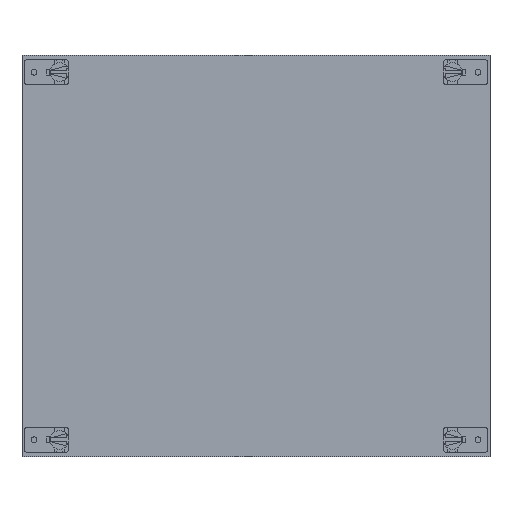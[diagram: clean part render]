
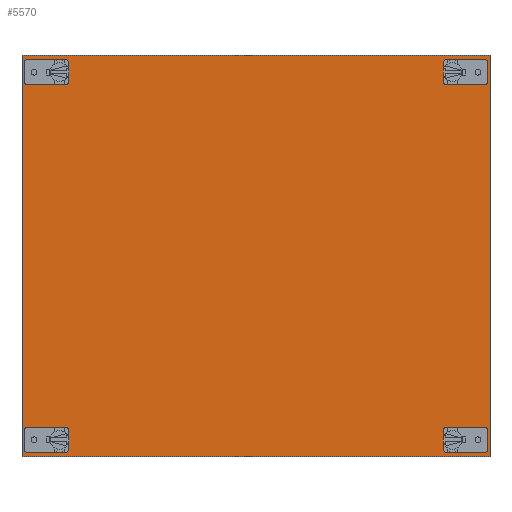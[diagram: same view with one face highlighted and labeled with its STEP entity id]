
A CAD part, top view. The second image highlights one B-rep face of the part: STEP entity #5570.
In plain terms, the highlighted planar face has unit normal (0, 0, 1).
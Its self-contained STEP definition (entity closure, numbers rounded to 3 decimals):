
#4606=DIRECTION('',(-1.,0.,0.));
#4607=VECTOR('',#4606,5.239);
#4608=CARTESIAN_POINT('',(206.65,160.31,1.));
#4609=LINE('',#4608,#4607);
#4620=DIRECTION('',(0.,-1.,0.));
#4621=VECTOR('',#4620,4.38);
#4622=CARTESIAN_POINT('',(206.65,164.69,1.));
#4623=LINE('',#4622,#4621);
#4627=DIRECTION('',(1.,0.,0.));
#4628=VECTOR('',#4627,5.239);
#4629=CARTESIAN_POINT('',(201.411,164.69,1.));
#4630=LINE('',#4629,#4628);
#4634=CARTESIAN_POINT('',(197.,162.5,1.));
#4635=DIRECTION('',(0.,0.,1.));
#4636=DIRECTION('',(0.896,0.445,0.));
#4637=AXIS2_PLACEMENT_3D('',#4634,#4635,#4636);
#4642=CARTESIAN_POINT('',(216.,162.5,1.));
#4643=DIRECTION('',(0.,0.,1.));
#4644=DIRECTION('',(-1.,0.,0.));
#4645=AXIS2_PLACEMENT_3D('',#4642,#4643,#4644);
#4650=CARTESIAN_POINT('',(216.,162.5,1.));
#4651=DIRECTION('',(0.,0.,1.));
#4652=DIRECTION('',(1.,0.,0.));
#4653=AXIS2_PLACEMENT_3D('',#4650,#4651,#4652);
#4658=CARTESIAN_POINT('',(216.,-112.5,1.));
#4659=DIRECTION('',(0.,0.,1.));
#4660=DIRECTION('',(-1.,0.,0.));
#4661=AXIS2_PLACEMENT_3D('',#4658,#4659,#4660);
#4666=CARTESIAN_POINT('',(216.,-112.5,1.));
#4667=DIRECTION('',(0.,0.,1.));
#4668=DIRECTION('',(1.,0.,0.));
#4669=AXIS2_PLACEMENT_3D('',#4666,#4667,#4668);
#4674=CARTESIAN_POINT('',(197.,-112.5,1.));
#4675=DIRECTION('',(0.,0.,1.));
#4676=DIRECTION('',(0.896,0.445,0.));
#4677=AXIS2_PLACEMENT_3D('',#4674,#4675,#4676);
#4682=DIRECTION('',(1.,0.,0.));
#4683=VECTOR('',#4682,5.239);
#4684=CARTESIAN_POINT('',(201.411,-114.69,1.));
#4685=LINE('',#4684,#4683);
#4689=DIRECTION('',(0.,1.,0.));
#4690=VECTOR('',#4689,4.38);
#4691=CARTESIAN_POINT('',(206.65,-114.69,1.));
#4692=LINE('',#4691,#4690);
#4696=DIRECTION('',(-1.,0.,0.));
#4697=VECTOR('',#4696,5.239);
#4698=CARTESIAN_POINT('',(206.65,-110.31,1.));
#4699=LINE('',#4698,#4697);
#4703=CARTESIAN_POINT('',(-116.,162.5,1.));
#4704=DIRECTION('',(0.,0.,1.));
#4705=DIRECTION('',(1.,0.,0.));
#4706=AXIS2_PLACEMENT_3D('',#4703,#4704,#4705);
#4711=CARTESIAN_POINT('',(-116.,162.5,1.));
#4712=DIRECTION('',(0.,0.,1.));
#4713=DIRECTION('',(-1.,0.,0.));
#4714=AXIS2_PLACEMENT_3D('',#4711,#4712,#4713);
#4719=CARTESIAN_POINT('',(-97.,-112.5,1.));
#4720=DIRECTION('',(0.,0.,1.));
#4721=DIRECTION('',(-0.896,-0.445,0.));
#4722=AXIS2_PLACEMENT_3D('',#4719,#4720,#4721);
#4727=DIRECTION('',(-1.,0.,0.));
#4728=VECTOR('',#4727,5.239);
#4729=CARTESIAN_POINT('',(-101.411,-110.31,1.));
#4730=LINE('',#4729,#4728);
#4734=DIRECTION('',(0.,-1.,0.));
#4735=VECTOR('',#4734,4.38);
#4736=CARTESIAN_POINT('',(-106.65,-110.31,1.));
#4737=LINE('',#4736,#4735);
#4741=DIRECTION('',(1.,0.,0.));
#4742=VECTOR('',#4741,5.239);
#4743=CARTESIAN_POINT('',(-106.65,-114.69,1.));
#4744=LINE('',#4743,#4742);
#4748=CARTESIAN_POINT('',(-116.,-112.5,1.));
#4749=DIRECTION('',(0.,0.,1.));
#4750=DIRECTION('',(1.,0.,0.));
#4751=AXIS2_PLACEMENT_3D('',#4748,#4749,#4750);
#4756=CARTESIAN_POINT('',(-116.,-112.5,1.));
#4757=DIRECTION('',(0.,0.,1.));
#4758=DIRECTION('',(-1.,0.,0.));
#4759=AXIS2_PLACEMENT_3D('',#4756,#4757,#4758);
#4764=CARTESIAN_POINT('',(-97.,162.5,1.));
#4765=DIRECTION('',(0.,0.,1.));
#4766=DIRECTION('',(-0.896,-0.445,0.));
#4767=AXIS2_PLACEMENT_3D('',#4764,#4765,#4766);
#4772=DIRECTION('',(0.,-1.,0.));
#4773=VECTOR('',#4772,300.);
#4774=CARTESIAN_POINT('',(225.,175.,1.));
#4775=LINE('',#4774,#4773);
#4954=DIRECTION('',(1.,0.,0.));
#4955=VECTOR('',#4954,5.239);
#4956=CARTESIAN_POINT('',(-106.65,164.69,1.));
#4957=LINE('',#4956,#4955);
#4968=DIRECTION('',(0.,1.,0.));
#4969=VECTOR('',#4968,4.38);
#4970=CARTESIAN_POINT('',(-106.65,160.31,1.));
#4971=LINE('',#4970,#4969);
#4975=DIRECTION('',(-1.,0.,0.));
#4976=VECTOR('',#4975,5.239);
#4977=CARTESIAN_POINT('',(-101.411,160.31,1.));
#4978=LINE('',#4977,#4976);
#4982=DIRECTION('',(-1.,0.,0.));
#4983=VECTOR('',#4982,350.);
#4984=CARTESIAN_POINT('',(225.,175.,1.));
#4985=LINE('',#4984,#4983);
#5087=DIRECTION('',(1.,0.,0.));
#5088=VECTOR('',#5087,350.);
#5089=CARTESIAN_POINT('',(-125.,-125.,1.));
#5090=LINE('',#5089,#5088);
#5192=DIRECTION('',(0.,-1.,0.));
#5193=VECTOR('',#5192,300.);
#5194=CARTESIAN_POINT('',(-125.,175.,1.));
#5195=LINE('',#5194,#5193);
#5235=CARTESIAN_POINT('',(-125.,175.,1.));
#5236=CARTESIAN_POINT('',(-125.,-125.,1.));
#5237=VERTEX_POINT('',#5235);
#5238=VERTEX_POINT('',#5236);
#5239=CARTESIAN_POINT('',(-111.75,162.5,1.));
#5240=CARTESIAN_POINT('',(-120.25,162.5,1.));
#5241=VERTEX_POINT('',#5239);
#5242=VERTEX_POINT('',#5240);
#5243=CARTESIAN_POINT('',(-101.411,-110.31,1.));
#5244=CARTESIAN_POINT('',(-106.65,-110.31,1.));
#5245=VERTEX_POINT('',#5243);
#5246=VERTEX_POINT('',#5244);
#5247=CARTESIAN_POINT('',(-106.65,-114.69,1.));
#5248=VERTEX_POINT('',#5247);
#5249=CARTESIAN_POINT('',(-101.411,-114.69,1.));
#5250=VERTEX_POINT('',#5249);
#5251=CARTESIAN_POINT('',(-111.75,-112.5,1.));
#5252=CARTESIAN_POINT('',(-120.25,-112.5,1.));
#5253=VERTEX_POINT('',#5251);
#5254=VERTEX_POINT('',#5252);
#5255=CARTESIAN_POINT('',(-106.65,164.69,1.));
#5256=CARTESIAN_POINT('',(-101.411,164.69,1.));
#5257=VERTEX_POINT('',#5255);
#5258=VERTEX_POINT('',#5256);
#5259=CARTESIAN_POINT('',(-106.65,160.31,1.));
#5260=VERTEX_POINT('',#5259);
#5261=CARTESIAN_POINT('',(-101.411,160.31,1.));
#5262=VERTEX_POINT('',#5261);
#5307=CARTESIAN_POINT('',(225.,175.,1.));
#5308=VERTEX_POINT('',#5307);
#5309=CARTESIAN_POINT('',(225.,-125.,1.));
#5310=VERTEX_POINT('',#5309);
#5311=CARTESIAN_POINT('',(211.75,162.5,1.));
#5312=CARTESIAN_POINT('',(220.25,162.5,1.));
#5313=VERTEX_POINT('',#5311);
#5314=VERTEX_POINT('',#5312);
#5315=CARTESIAN_POINT('',(206.65,160.31,1.));
#5316=CARTESIAN_POINT('',(201.411,160.31,1.));
#5317=VERTEX_POINT('',#5315);
#5318=VERTEX_POINT('',#5316);
#5319=CARTESIAN_POINT('',(206.65,164.69,1.));
#5320=VERTEX_POINT('',#5319);
#5321=CARTESIAN_POINT('',(201.411,164.69,1.));
#5322=VERTEX_POINT('',#5321);
#5323=CARTESIAN_POINT('',(201.411,-114.69,1.));
#5324=CARTESIAN_POINT('',(206.65,-114.69,1.));
#5325=VERTEX_POINT('',#5323);
#5326=VERTEX_POINT('',#5324);
#5327=CARTESIAN_POINT('',(206.65,-110.31,1.));
#5328=VERTEX_POINT('',#5327);
#5329=CARTESIAN_POINT('',(201.411,-110.31,1.));
#5330=VERTEX_POINT('',#5329);
#5331=CARTESIAN_POINT('',(211.75,-112.5,1.));
#5332=CARTESIAN_POINT('',(220.25,-112.5,1.));
#5333=VERTEX_POINT('',#5331);
#5334=VERTEX_POINT('',#5332);
#5495=CARTESIAN_POINT('',(0.,0.,1.));
#5496=DIRECTION('',(0.,0.,1.));
#5497=DIRECTION('',(1.,0.,0.));
#5498=AXIS2_PLACEMENT_3D('',#5495,#5496,#5497);
#5499=PLANE('',#5498);
#5501=ORIENTED_EDGE('',*,*,#5500,.F.);
#5503=ORIENTED_EDGE('',*,*,#5502,.T.);
#5505=ORIENTED_EDGE('',*,*,#5504,.F.);
#5507=ORIENTED_EDGE('',*,*,#5506,.F.);
#5508=EDGE_LOOP('',(#5501,#5503,#5505,#5507));
#5509=FACE_OUTER_BOUND('',#5508,.F.);
#5511=ORIENTED_EDGE('',*,*,#5510,.T.);
#5513=ORIENTED_EDGE('',*,*,#5512,.T.);
#5514=EDGE_LOOP('',(#5511,#5513));
#5515=FACE_BOUND('',#5514,.F.);
#5517=ORIENTED_EDGE('',*,*,#5516,.T.);
#5519=ORIENTED_EDGE('',*,*,#5518,.T.);
#5520=EDGE_LOOP('',(#5517,#5519));
#5521=FACE_BOUND('',#5520,.F.);
#5523=ORIENTED_EDGE('',*,*,#5522,.T.);
#5525=ORIENTED_EDGE('',*,*,#5524,.T.);
#5527=ORIENTED_EDGE('',*,*,#5526,.T.);
#5529=ORIENTED_EDGE('',*,*,#5528,.T.);
#5530=EDGE_LOOP('',(#5523,#5525,#5527,#5529));
#5531=FACE_BOUND('',#5530,.F.);
#5533=ORIENTED_EDGE('',*,*,#5532,.T.);
#5535=ORIENTED_EDGE('',*,*,#5534,.T.);
#5536=EDGE_LOOP('',(#5533,#5535));
#5537=FACE_BOUND('',#5536,.F.);
#5539=ORIENTED_EDGE('',*,*,#5538,.T.);
#5541=ORIENTED_EDGE('',*,*,#5540,.T.);
#5543=ORIENTED_EDGE('',*,*,#5542,.T.);
#5545=ORIENTED_EDGE('',*,*,#5544,.T.);
#5546=EDGE_LOOP('',(#5539,#5541,#5543,#5545));
#5547=FACE_BOUND('',#5546,.F.);
#5549=ORIENTED_EDGE('',*,*,#5548,.T.);
#5551=ORIENTED_EDGE('',*,*,#5550,.T.);
#5552=EDGE_LOOP('',(#5549,#5551));
#5553=FACE_BOUND('',#5552,.F.);
#5555=ORIENTED_EDGE('',*,*,#5554,.T.);
#5557=ORIENTED_EDGE('',*,*,#5556,.F.);
#5559=ORIENTED_EDGE('',*,*,#5558,.F.);
#5561=ORIENTED_EDGE('',*,*,#5560,.F.);
#5562=EDGE_LOOP('',(#5555,#5557,#5559,#5561));
#5563=FACE_BOUND('',#5562,.F.);
#5564=ORIENTED_EDGE('',*,*,#5447,.T.);
#5565=ORIENTED_EDGE('',*,*,#5462,.F.);
#5566=ORIENTED_EDGE('',*,*,#5476,.F.);
#5567=ORIENTED_EDGE('',*,*,#5489,.F.);
#5568=EDGE_LOOP('',(#5564,#5565,#5566,#5567));
#5569=FACE_BOUND('',#5568,.F.);
#4638=CIRCLE('',#4637,4.925);
#4646=CIRCLE('',#4645,4.25);
#4654=CIRCLE('',#4653,4.25);
#4662=CIRCLE('',#4661,4.25);
#4670=CIRCLE('',#4669,4.25);
#4678=CIRCLE('',#4677,4.925);
#4707=CIRCLE('',#4706,4.25);
#4715=CIRCLE('',#4714,4.25);
#4723=CIRCLE('',#4722,4.925);
#4752=CIRCLE('',#4751,4.25);
#4760=CIRCLE('',#4759,4.25);
#4768=CIRCLE('',#4767,4.925);
#5447=EDGE_CURVE('',#5322,#5318,#4638,.T.);
#5462=EDGE_CURVE('',#5317,#5318,#4609,.T.);
#5476=EDGE_CURVE('',#5320,#5317,#4623,.T.);
#5489=EDGE_CURVE('',#5322,#5320,#4630,.T.);
#5500=EDGE_CURVE('',#5308,#5237,#4985,.T.);
#5502=EDGE_CURVE('',#5308,#5310,#4775,.T.);
#5504=EDGE_CURVE('',#5238,#5310,#5090,.T.);
#5506=EDGE_CURVE('',#5237,#5238,#5195,.T.);
#5510=EDGE_CURVE('',#5313,#5314,#4646,.T.);
#5512=EDGE_CURVE('',#5314,#5313,#4654,.T.);
#5516=EDGE_CURVE('',#5333,#5334,#4662,.T.);
#5518=EDGE_CURVE('',#5334,#5333,#4670,.T.);
#5522=EDGE_CURVE('',#5330,#5325,#4678,.T.);
#5524=EDGE_CURVE('',#5325,#5326,#4685,.T.);
#5526=EDGE_CURVE('',#5326,#5328,#4692,.T.);
#5528=EDGE_CURVE('',#5328,#5330,#4699,.T.);
#5532=EDGE_CURVE('',#5241,#5242,#4707,.T.);
#5534=EDGE_CURVE('',#5242,#5241,#4715,.T.);
#5538=EDGE_CURVE('',#5250,#5245,#4723,.T.);
#5540=EDGE_CURVE('',#5245,#5246,#4730,.T.);
#5542=EDGE_CURVE('',#5246,#5248,#4737,.T.);
#5544=EDGE_CURVE('',#5248,#5250,#4744,.T.);
#5548=EDGE_CURVE('',#5253,#5254,#4752,.T.);
#5550=EDGE_CURVE('',#5254,#5253,#4760,.T.);
#5554=EDGE_CURVE('',#5262,#5258,#4768,.T.);
#5556=EDGE_CURVE('',#5257,#5258,#4957,.T.);
#5558=EDGE_CURVE('',#5260,#5257,#4971,.T.);
#5560=EDGE_CURVE('',#5262,#5260,#4978,.T.);
#5570=ADVANCED_FACE('',(#5509,#5515,#5521,#5531,#5537,#5547,#5553,#5563,#5569),
#5499,.T.);
